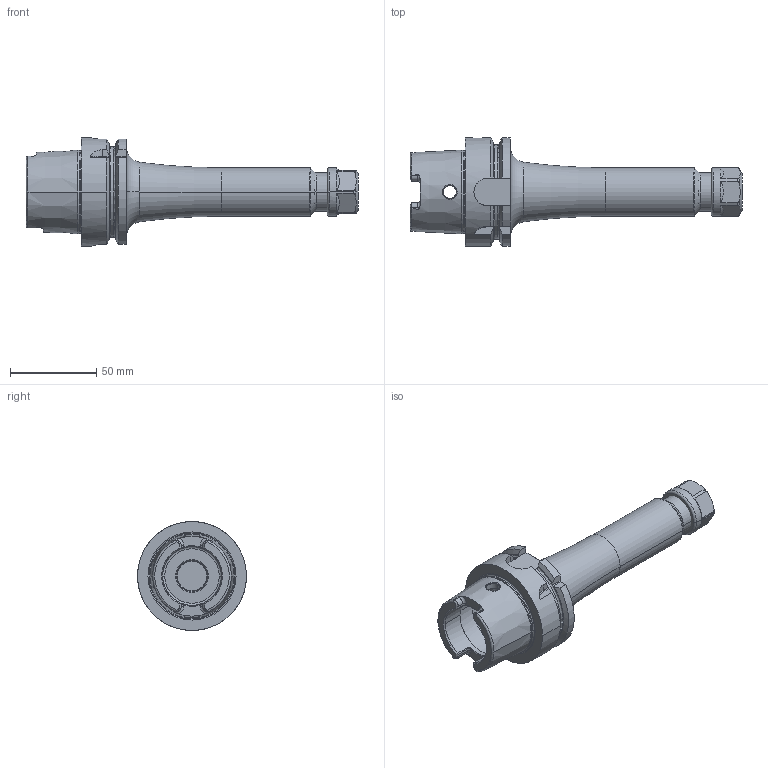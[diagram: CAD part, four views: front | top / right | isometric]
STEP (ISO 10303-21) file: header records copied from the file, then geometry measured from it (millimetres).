
FILE_DESCRIPTION((''),'2;1');
FILE_NAME('A63-022-16_ASM','2011-09-13T',('mei'),(''),'PRO/ENGINEER BY PARAMETRIC TECHNOLOGY CORPORATION, 2010430','PRO/ENGINEER BY PARAMETRIC TECHNOLOGY CORPORATION, 2010430','');
FILE_SCHEMA(('CONFIG_CONTROL_DESIGN'));
Length unit declared in the file: millimetre
Products named in the file (3): A63-022-16; 83-912-16; A63-022-16_ASM
Assembly tree (2 placements, depth 2):
  A63-022-16_ASM
    A63-022-16
    83-912-16
Bounding box: 192 x 63 x 63 mm (x, y, z)
Volume: 170168.7 mm3; surface area: 36157 mm2
Topology: 2 solids, 3 shells, 207 faces, 529 edges, 328 vertices
Faces by surface type: plane 65, cylinder 52, cone 40, torus 40, bspline 8, extrusion 2
Entity records: 7724 total; most frequent: CARTESIAN_POINT 2762, ORIENTED_EDGE 1054, DIRECTION 998, EDGE_CURVE 529, AXIS2_PLACEMENT_3D 402, VERTEX_POINT 328, EDGE_LOOP 213, FACE_OUTER_BOUND 207
